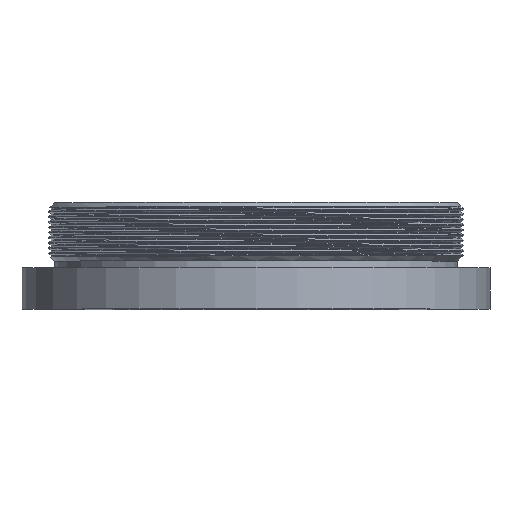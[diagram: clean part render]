
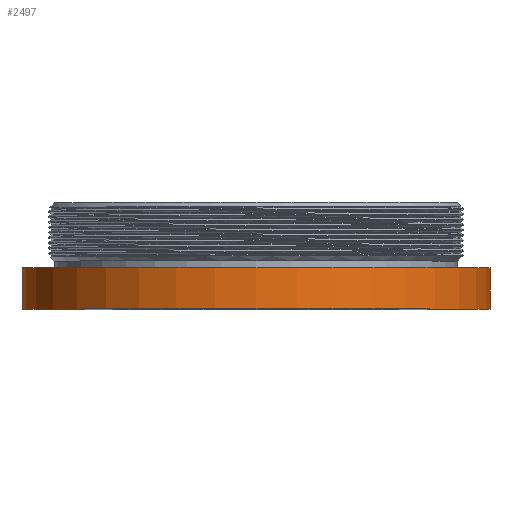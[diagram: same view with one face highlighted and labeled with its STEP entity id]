
A CAD part, top view. The second image highlights one B-rep face of the part: STEP entity #2497.
In plain terms, the highlighted cylindrical face has radius 45 mm (diameter 90 mm), a full revolution.
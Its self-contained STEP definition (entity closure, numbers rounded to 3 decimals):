
#180=FACE_OUTER_BOUND('',#323,.T.);
#323=EDGE_LOOP('',(#2234,#2235,#2236,#2237));
#364=CIRCLE('',#2671,45.);
#366=CIRCLE('',#2674,45.);
#717=LINE('',#13191,#827);
#827=VECTOR('',#3108,45.);
#1082=VERTEX_POINT('',#13184);
#1084=VERTEX_POINT('',#13189);
#1467=EDGE_CURVE('',#1082,#1082,#364,.T.);
#1469=EDGE_CURVE('',#1084,#1084,#366,.T.);
#1470=EDGE_CURVE('',#1084,#1082,#717,.T.);
#2234=ORIENTED_EDGE('',*,*,#1469,.F.);
#2235=ORIENTED_EDGE('',*,*,#1470,.T.);
#2236=ORIENTED_EDGE('',*,*,#1467,.T.);
#2237=ORIENTED_EDGE('',*,*,#1470,.F.);
#2362=CYLINDRICAL_SURFACE('',#2673,45.);
#2497=ADVANCED_FACE('',(#180),#2362,.T.);
#2671=AXIS2_PLACEMENT_3D('',#13185,#3100,#3101);
#2673=AXIS2_PLACEMENT_3D('',#13188,#3104,#3105);
#2674=AXIS2_PLACEMENT_3D('',#13190,#3106,#3107);
#3100=DIRECTION('center_axis',(0.,1.,0.));
#3101=DIRECTION('ref_axis',(1.,0.,0.));
#3104=DIRECTION('center_axis',(0.,1.,0.));
#3105=DIRECTION('ref_axis',(-1.,0.,0.));
#3106=DIRECTION('center_axis',(0.,1.,0.));
#3107=DIRECTION('ref_axis',(1.,0.,0.));
#3108=DIRECTION('',(0.,-1.,0.));
#13184=CARTESIAN_POINT('',(45.,0.,0.));
#13185=CARTESIAN_POINT('Origin',(0.,0.,0.));
#13188=CARTESIAN_POINT('Origin',(0.,4.,0.));
#13189=CARTESIAN_POINT('',(45.,8.,0.));
#13190=CARTESIAN_POINT('Origin',(0.,8.,0.));
#13191=CARTESIAN_POINT('',(45.,4.,0.));
